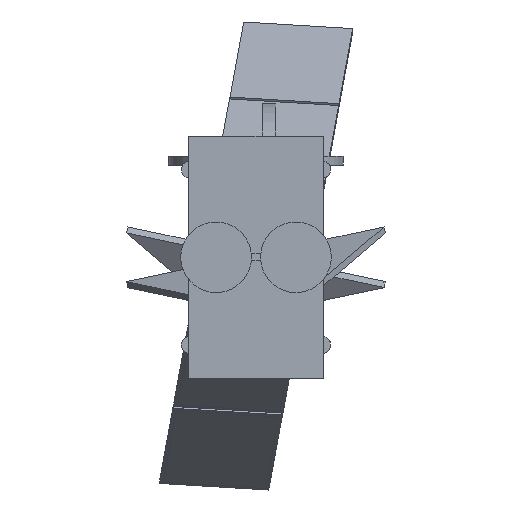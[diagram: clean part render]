
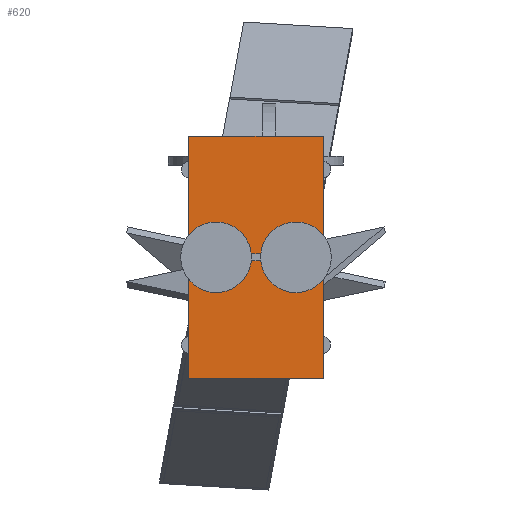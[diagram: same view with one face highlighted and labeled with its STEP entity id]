
A CAD part, left-side view. The second image highlights one B-rep face of the part: STEP entity #620.
In plain terms, the highlighted planar face has unit normal (-1, 0, 0).
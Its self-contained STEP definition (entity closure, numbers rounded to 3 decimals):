
#337 = B_SPLINE_SURFACE_WITH_KNOTS('',1,1,(
    (#338,#339)
    ,(#340,#341
    )),.UNSPECIFIED.,.F.,.F.,.F.,(2,2),(2,2),(0.,61.2),(0.,1.),
  .PIECEWISE_BEZIER_KNOTS.);
#338 = CARTESIAN_POINT('',(-38.,-17.28,-44.16));
#339 = CARTESIAN_POINT('',(-105.,-30.6,-55.2));
#340 = CARTESIAN_POINT('',(-38.,17.28,-44.16));
#341 = CARTESIAN_POINT('',(-105.,30.6,-55.2));
#360 = VERTEX_POINT('',#361);
#361 = CARTESIAN_POINT('',(-105.,30.6,-55.2));
#374 = B_SPLINE_SURFACE_WITH_KNOTS('',1,1,(
    (#375,#376)
    ,(#377,#378
    )),.UNSPECIFIED.,.F.,.F.,.F.,(2,2),(2,2),(0.,110.4),(0.,1.),
  .PIECEWISE_BEZIER_KNOTS.);
#375 = CARTESIAN_POINT('',(-38.,17.28,-44.16));
#376 = CARTESIAN_POINT('',(-105.,30.6,-55.2));
#377 = CARTESIAN_POINT('',(-38.,17.28,44.16));
#378 = CARTESIAN_POINT('',(-105.,30.6,55.2));
#386 = EDGE_CURVE('',#387,#360,#389,.T.);
#387 = VERTEX_POINT('',#388);
#388 = CARTESIAN_POINT('',(-105.,-30.6,-55.2));
#389 = SURFACE_CURVE('',#390,(#393,#400),.PCURVE_S1.);
#390 = B_SPLINE_CURVE_WITH_KNOTS('',1,(#391,#392),.UNSPECIFIED.,.F.,.F.,
  (2,2),(0.,61.2),.PIECEWISE_BEZIER_KNOTS.);
#391 = CARTESIAN_POINT('',(-105.,-30.6,-55.2));
#392 = CARTESIAN_POINT('',(-105.,30.6,-55.2));
#393 = PCURVE('',#337,#394);
#394 = DEFINITIONAL_REPRESENTATION('',(#395),#399);
#395 = LINE('',#396,#397);
#396 = CARTESIAN_POINT('',(0.,1.));
#397 = VECTOR('',#398,1.);
#398 = DIRECTION('',(1.,0.));
#399 = ( GEOMETRIC_REPRESENTATION_CONTEXT(2) 
PARAMETRIC_REPRESENTATION_CONTEXT() REPRESENTATION_CONTEXT('2D SPACE',''
  ) );
#400 = PCURVE('',#401,#406);
#401 = PLANE('',#402);
#402 = AXIS2_PLACEMENT_3D('',#403,#404,#405);
#403 = CARTESIAN_POINT('',(-105.,-30.6,-55.2));
#404 = DIRECTION('',(-1.,0.,0.));
#405 = DIRECTION('',(0.,0.485,0.875));
#406 = DEFINITIONAL_REPRESENTATION('',(#407),#410);
#407 = B_SPLINE_CURVE_WITH_KNOTS('',1,(#408,#409),.UNSPECIFIED.,.F.,.F.,
  (2,2),(0.,61.2),.PIECEWISE_BEZIER_KNOTS.);
#408 = CARTESIAN_POINT('',(0.,0.));
#409 = CARTESIAN_POINT('',(29.672,53.526));
#410 = ( GEOMETRIC_REPRESENTATION_CONTEXT(2) 
PARAMETRIC_REPRESENTATION_CONTEXT() REPRESENTATION_CONTEXT('2D SPACE',''
  ) );
#425 = B_SPLINE_SURFACE_WITH_KNOTS('',1,1,(
    (#426,#427)
    ,(#428,#429
    )),.UNSPECIFIED.,.F.,.F.,.F.,(2,2),(2,2),(0.,110.4),(0.,1.),
  .PIECEWISE_BEZIER_KNOTS.);
#426 = CARTESIAN_POINT('',(-38.,-17.28,44.16));
#427 = CARTESIAN_POINT('',(-105.,-30.6,55.2));
#428 = CARTESIAN_POINT('',(-38.,-17.28,-44.16));
#429 = CARTESIAN_POINT('',(-105.,-30.6,-55.2));
#461 = VERTEX_POINT('',#462);
#462 = CARTESIAN_POINT('',(-105.,30.6,55.2));
#475 = B_SPLINE_SURFACE_WITH_KNOTS('',1,1,(
    (#476,#477)
    ,(#478,#479
    )),.UNSPECIFIED.,.F.,.F.,.F.,(2,2),(2,2),(0.,61.2),(0.,1.),
  .PIECEWISE_BEZIER_KNOTS.);
#476 = CARTESIAN_POINT('',(-38.,17.28,44.16));
#477 = CARTESIAN_POINT('',(-105.,30.6,55.2));
#478 = CARTESIAN_POINT('',(-38.,-17.28,44.16));
#479 = CARTESIAN_POINT('',(-105.,-30.6,55.2));
#487 = EDGE_CURVE('',#360,#461,#488,.T.);
#488 = SURFACE_CURVE('',#489,(#492,#499),.PCURVE_S1.);
#489 = B_SPLINE_CURVE_WITH_KNOTS('',1,(#490,#491),.UNSPECIFIED.,.F.,.F.,
  (2,2),(0.,110.4),.PIECEWISE_BEZIER_KNOTS.);
#490 = CARTESIAN_POINT('',(-105.,30.6,-55.2));
#491 = CARTESIAN_POINT('',(-105.,30.6,55.2));
#492 = PCURVE('',#374,#493);
#493 = DEFINITIONAL_REPRESENTATION('',(#494),#498);
#494 = LINE('',#495,#496);
#495 = CARTESIAN_POINT('',(0.,1.));
#496 = VECTOR('',#497,1.);
#497 = DIRECTION('',(1.,0.));
#498 = ( GEOMETRIC_REPRESENTATION_CONTEXT(2) 
PARAMETRIC_REPRESENTATION_CONTEXT() REPRESENTATION_CONTEXT('2D SPACE',''
  ) );
#499 = PCURVE('',#401,#500);
#500 = DEFINITIONAL_REPRESENTATION('',(#501),#504);
#501 = B_SPLINE_CURVE_WITH_KNOTS('',1,(#502,#503),.UNSPECIFIED.,.F.,.F.,
  (2,2),(0.,110.4),.PIECEWISE_BEZIER_KNOTS.);
#502 = CARTESIAN_POINT('',(29.672,53.526));
#503 = CARTESIAN_POINT('',(126.228,0.));
#504 = ( GEOMETRIC_REPRESENTATION_CONTEXT(2) 
PARAMETRIC_REPRESENTATION_CONTEXT() REPRESENTATION_CONTEXT('2D SPACE',''
  ) );
#531 = VERTEX_POINT('',#532);
#532 = CARTESIAN_POINT('',(-105.,-30.6,55.2));
#552 = EDGE_CURVE('',#461,#531,#553,.T.);
#553 = SURFACE_CURVE('',#554,(#557,#564),.PCURVE_S1.);
#554 = B_SPLINE_CURVE_WITH_KNOTS('',1,(#555,#556),.UNSPECIFIED.,.F.,.F.,
  (2,2),(0.,61.2),.PIECEWISE_BEZIER_KNOTS.);
#555 = CARTESIAN_POINT('',(-105.,30.6,55.2));
#556 = CARTESIAN_POINT('',(-105.,-30.6,55.2));
#557 = PCURVE('',#475,#558);
#558 = DEFINITIONAL_REPRESENTATION('',(#559),#563);
#559 = LINE('',#560,#561);
#560 = CARTESIAN_POINT('',(0.,1.));
#561 = VECTOR('',#562,1.);
#562 = DIRECTION('',(1.,0.));
#563 = ( GEOMETRIC_REPRESENTATION_CONTEXT(2) 
PARAMETRIC_REPRESENTATION_CONTEXT() REPRESENTATION_CONTEXT('2D SPACE',''
  ) );
#564 = PCURVE('',#401,#565);
#565 = DEFINITIONAL_REPRESENTATION('',(#566),#569);
#566 = B_SPLINE_CURVE_WITH_KNOTS('',1,(#567,#568),.UNSPECIFIED.,.F.,.F.,
  (2,2),(0.,61.2),.PIECEWISE_BEZIER_KNOTS.);
#567 = CARTESIAN_POINT('',(126.228,0.));
#568 = CARTESIAN_POINT('',(96.556,-53.526));
#569 = ( GEOMETRIC_REPRESENTATION_CONTEXT(2) 
PARAMETRIC_REPRESENTATION_CONTEXT() REPRESENTATION_CONTEXT('2D SPACE',''
  ) );
#594 = EDGE_CURVE('',#531,#387,#595,.T.);
#595 = SURFACE_CURVE('',#596,(#599,#606),.PCURVE_S1.);
#596 = B_SPLINE_CURVE_WITH_KNOTS('',1,(#597,#598),.UNSPECIFIED.,.F.,.F.,
  (2,2),(0.,110.4),.PIECEWISE_BEZIER_KNOTS.);
#597 = CARTESIAN_POINT('',(-105.,-30.6,55.2));
#598 = CARTESIAN_POINT('',(-105.,-30.6,-55.2));
#599 = PCURVE('',#425,#600);
#600 = DEFINITIONAL_REPRESENTATION('',(#601),#605);
#601 = LINE('',#602,#603);
#602 = CARTESIAN_POINT('',(0.,1.));
#603 = VECTOR('',#604,1.);
#604 = DIRECTION('',(1.,0.));
#605 = ( GEOMETRIC_REPRESENTATION_CONTEXT(2) 
PARAMETRIC_REPRESENTATION_CONTEXT() REPRESENTATION_CONTEXT('2D SPACE',''
  ) );
#606 = PCURVE('',#401,#607);
#607 = DEFINITIONAL_REPRESENTATION('',(#608),#611);
#608 = B_SPLINE_CURVE_WITH_KNOTS('',1,(#609,#610),.UNSPECIFIED.,.F.,.F.,
  (2,2),(0.,110.4),.PIECEWISE_BEZIER_KNOTS.);
#609 = CARTESIAN_POINT('',(96.556,-53.526));
#610 = CARTESIAN_POINT('',(0.,0.));
#611 = ( GEOMETRIC_REPRESENTATION_CONTEXT(2) 
PARAMETRIC_REPRESENTATION_CONTEXT() REPRESENTATION_CONTEXT('2D SPACE',''
  ) );
#620 = ADVANCED_FACE('',(#621),#401,.T.);
#621 = FACE_BOUND('',#622,.F.);
#622 = EDGE_LOOP('',(#623,#624,#625,#626));
#623 = ORIENTED_EDGE('',*,*,#386,.T.);
#624 = ORIENTED_EDGE('',*,*,#487,.T.);
#625 = ORIENTED_EDGE('',*,*,#552,.T.);
#626 = ORIENTED_EDGE('',*,*,#594,.T.);
